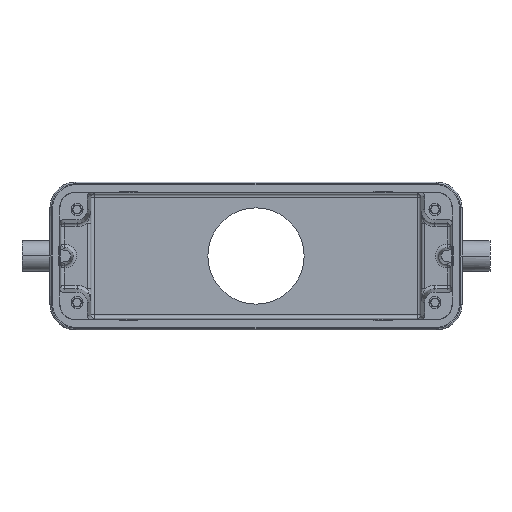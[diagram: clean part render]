
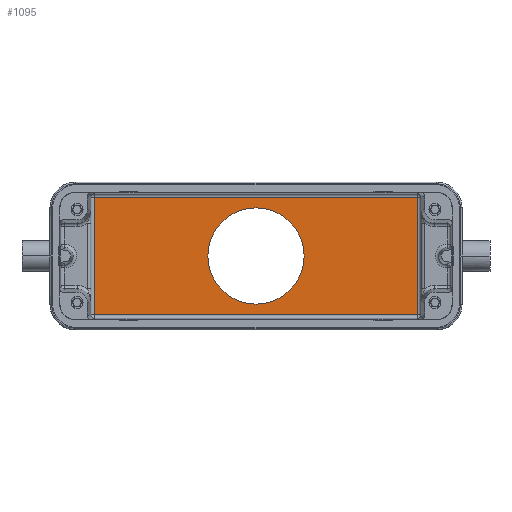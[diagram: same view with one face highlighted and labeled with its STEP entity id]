
A CAD part, front view. The second image highlights one B-rep face of the part: STEP entity #1095.
In plain terms, the highlighted planar face has unit normal (0, -1, 0).
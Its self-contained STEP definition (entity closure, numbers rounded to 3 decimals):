
#167=FACE_BOUND('',#2237,.T.);
#168=FACE_BOUND('',#2238,.T.);
#652=CIRCLE('',#8370,14.);
#1095=ADVANCED_FACE('',(#167,#168),#1374,.F.);
#1374=PLANE('',#8371);
#2237=EDGE_LOOP('',(#4316));
#2238=EDGE_LOOP('',(#4317,#4318,#4319,#4320));
#4316=ORIENTED_EDGE('',*,*,#6216,.T.);
#4317=ORIENTED_EDGE('',*,*,#5557,.T.);
#4318=ORIENTED_EDGE('',*,*,#5554,.T.);
#4319=ORIENTED_EDGE('',*,*,#5549,.T.);
#4320=ORIENTED_EDGE('',*,*,#6215,.T.);
#4719=VERTEX_POINT('',#11897);
#4720=VERTEX_POINT('',#11898);
#4722=VERTEX_POINT('',#11907);
#4723=VERTEX_POINT('',#11913);
#5143=VERTEX_POINT('',#13474);
#5549=EDGE_CURVE('',#4719,#4720,#6467,.T.);
#5554=EDGE_CURVE('',#4722,#4719,#6469,.T.);
#5557=EDGE_CURVE('',#4723,#4722,#6470,.T.);
#6215=EDGE_CURVE('',#4720,#4723,#6993,.T.);
#6216=EDGE_CURVE('',#5143,#5143,#652,.T.);
#6467=LINE('',#11896,#7204);
#6469=LINE('',#11906,#7206);
#6470=LINE('',#11912,#7207);
#6993=LINE('',#13471,#7738);
#7204=VECTOR('',#9132,1.);
#7206=VECTOR('',#9144,1.);
#7207=VECTOR('',#9153,1.);
#7738=VECTOR('',#10380,1.);
#8370=AXIS2_PLACEMENT_3D('',#13473,#10383,#10384);
#8371=AXIS2_PLACEMENT_3D('',#13475,#10385,#10386);
#9132=DIRECTION('',(-1.,0.,0.));
#9144=DIRECTION('',(0.,0.,1.));
#9153=DIRECTION('',(1.,0.,0.));
#10380=DIRECTION('',(0.,0.,-1.));
#10383=DIRECTION('',(0.,1.,0.));
#10384=DIRECTION('',(0.,0.,1.));
#10385=DIRECTION('',(0.,1.,0.));
#10386=DIRECTION('',(1.,0.,0.));
#11896=CARTESIAN_POINT('',(47.,52.,17.135));
#11897=CARTESIAN_POINT('',(47.,52.,17.135));
#11898=CARTESIAN_POINT('',(-47.,52.,17.135));
#11906=CARTESIAN_POINT('',(47.,52.,-17.135));
#11907=CARTESIAN_POINT('',(47.,52.,-17.135));
#11912=CARTESIAN_POINT('',(-47.,52.,-17.135));
#11913=CARTESIAN_POINT('',(-47.,52.,-17.135));
#13471=CARTESIAN_POINT('',(-47.,52.,17.135));
#13473=CARTESIAN_POINT('',(0.,52.,0.));
#13474=CARTESIAN_POINT('',(0.,52.,14.));
#13475=CARTESIAN_POINT('',(57.,52.,-18.5));
